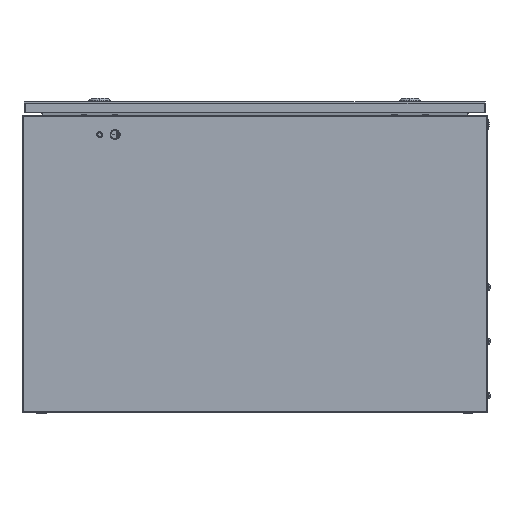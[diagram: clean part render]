
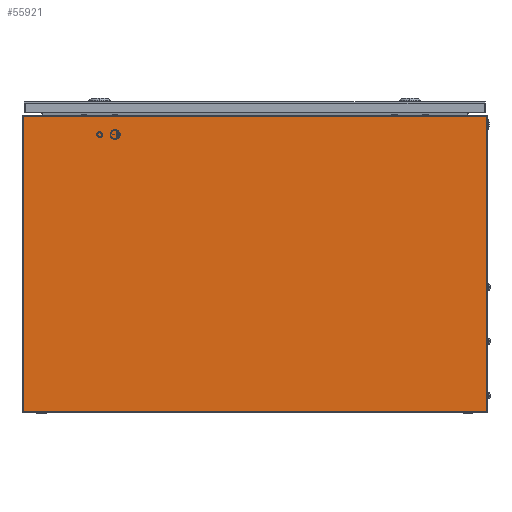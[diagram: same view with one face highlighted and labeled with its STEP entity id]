
A CAD part, left-side view. The second image highlights one B-rep face of the part: STEP entity #55921.
In plain terms, the highlighted planar face has unit normal (-1, 0, 0).
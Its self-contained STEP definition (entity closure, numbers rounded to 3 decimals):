
#1110 = VERTEX_POINT ( 'NONE', #22239 ) ;
#4240 = VECTOR ( 'NONE', #60935, 1000. ) ;
#7911 = VERTEX_POINT ( 'NONE', #70636 ) ;
#9641 = CARTESIAN_POINT ( 'NONE',  ( 0., 0., 0. ) ) ;
#11173 = VERTEX_POINT ( 'NONE', #22605 ) ;
#11472 = CARTESIAN_POINT ( 'NONE',  ( 0., 0., 383. ) ) ;
#12381 = ORIENTED_EDGE ( 'NONE', *, *, #15616, .T. ) ;
#15616 = EDGE_CURVE ( 'NONE', #1110, #11173, #37433, .T. ) ;
#16631 = LINE ( 'NONE', #11472, #4240 ) ;
#18557 = ORIENTED_EDGE ( 'NONE', *, *, #38637, .F. ) ;
#22239 = CARTESIAN_POINT ( 'NONE',  ( 0., 600., 0. ) ) ;
#22605 = CARTESIAN_POINT ( 'NONE',  ( 0., 0., 0. ) ) ;
#25513 = VECTOR ( 'NONE', #55516, 1000. ) ;
#26087 = EDGE_LOOP ( 'NONE', ( #12381, #18557, #50737, #41565 ) ) ;
#26857 = DIRECTION ( 'NONE',  ( 0., -1., 0. ) ) ;
#30291 = DIRECTION ( 'NONE',  ( 0., 0., -1. ) ) ;
#30649 = CARTESIAN_POINT ( 'NONE',  ( 0., 0., 383. ) ) ;
#31933 = DIRECTION ( 'NONE',  ( 0., -1., 0. ) ) ;
#33153 = CARTESIAN_POINT ( 'NONE',  ( 0., 600., 383. ) ) ;
#36845 = DIRECTION ( 'NONE',  ( 1., 0., 0. ) ) ;
#37433 = LINE ( 'NONE', #9641, #47617 ) ;
#37445 = CARTESIAN_POINT ( 'NONE',  ( 0., 0., 383. ) ) ;
#37570 = EDGE_CURVE ( 'NONE', #7911, #37573, #38163, .T. ) ;
#37573 = VERTEX_POINT ( 'NONE', #37445 ) ;
#38163 = LINE ( 'NONE', #60563, #47267 ) ;
#38637 = EDGE_CURVE ( 'NONE', #37573, #11173, #16631, .T. ) ;
#40675 = AXIS2_PLACEMENT_3D ( 'NONE', #30649, #36845, #30291 ) ;
#41565 = ORIENTED_EDGE ( 'NONE', *, *, #56016, .T. ) ;
#41967 = FACE_OUTER_BOUND ( 'NONE', #26087, .T. ) ;
#47267 = VECTOR ( 'NONE', #26857, 1000. ) ;
#47617 = VECTOR ( 'NONE', #31933, 1000. ) ;
#50737 = ORIENTED_EDGE ( 'NONE', *, *, #37570, .F. ) ;
#55516 = DIRECTION ( 'NONE',  ( 0., 0., -1. ) ) ;
#55921 = ADVANCED_FACE ( 'NONE', ( #41967 ), #64377, .F. ) ;
#56016 = EDGE_CURVE ( 'NONE', #7911, #1110, #61054, .T. ) ;
#60563 = CARTESIAN_POINT ( 'NONE',  ( 0., 0., 383. ) ) ;
#60935 = DIRECTION ( 'NONE',  ( 0., 0., -1. ) ) ;
#61054 = LINE ( 'NONE', #33153, #25513 ) ;
#64377 = PLANE ( 'NONE',  #40675 ) ;
#70636 = CARTESIAN_POINT ( 'NONE',  ( 0., 600., 383. ) ) ;
